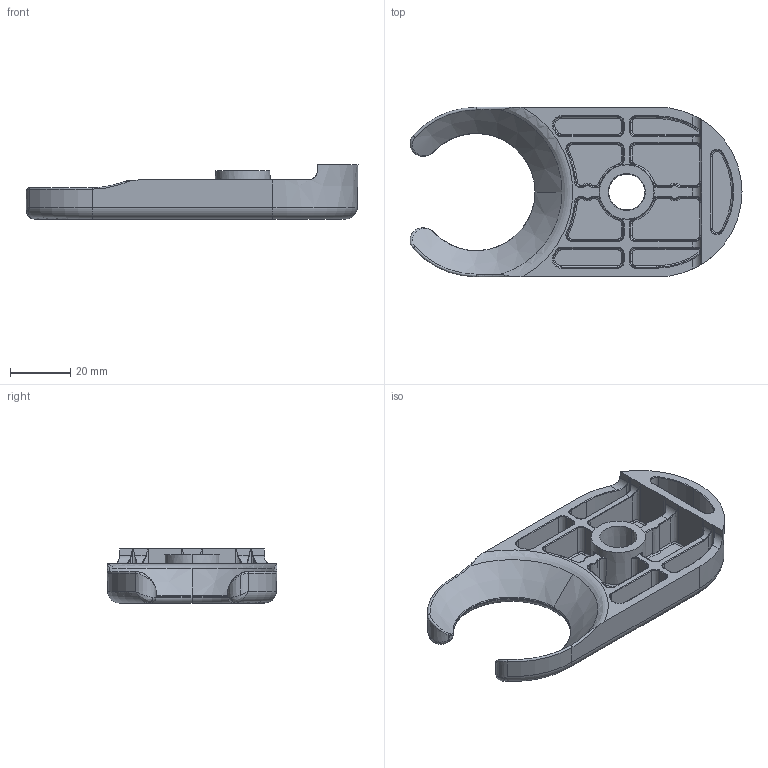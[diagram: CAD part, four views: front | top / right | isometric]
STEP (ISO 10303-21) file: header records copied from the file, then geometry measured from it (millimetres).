
FILE_DESCRIPTION (( 'STEP AP214' ), '1' );
FILE_NAME ('098bi060zs.STEP', '2014-08-13T09:05:24', ( '' ), ( '' ), 'SwSTEP 2.0', 'SolidWorks 2014', '' );
FILE_SCHEMA (( 'AUTOMOTIVE_DESIGN' ));
Length unit declared in the file: millimetre
Products named in the file (1): 098bi060zs
Bounding box: 110.36 x 56.45 x 18 mm (x, y, z)
Volume: 32535.3 mm3; surface area: 19055.3 mm2
Topology: 1 solids, 1 shells, 357 faces, 843 edges, 483 vertices
Faces by surface type: torus 125, cylinder 73, cone 65, plane 54, bspline 40
Entity records: 11708 total; most frequent: CARTESIAN_POINT 3624, DIRECTION 1814, ORIENTED_EDGE 1670, EDGE_CURVE 835, AXIS2_PLACEMENT_3D 781, VERTEX_POINT 483, CIRCLE 463, EDGE_LOOP 362
